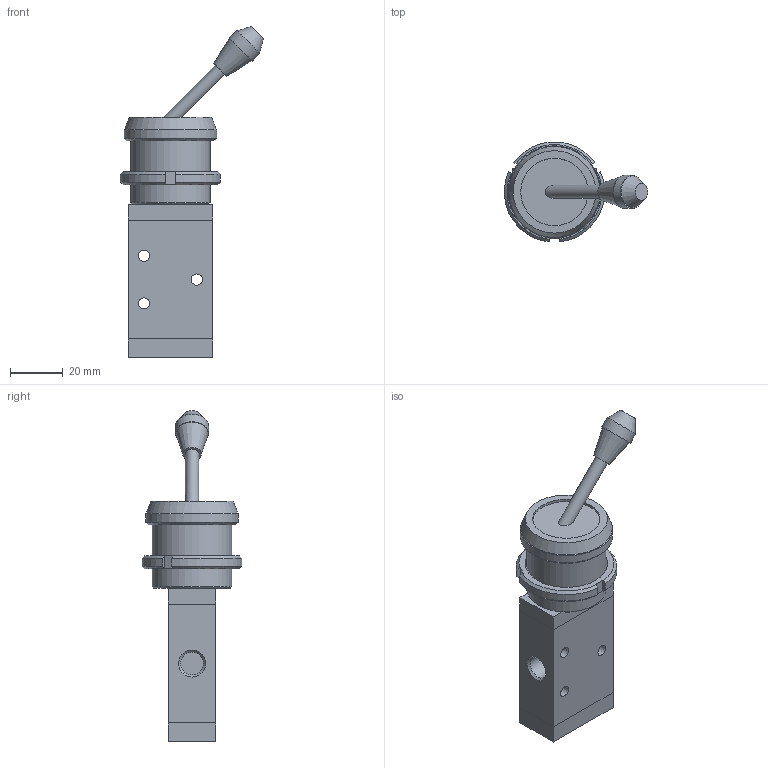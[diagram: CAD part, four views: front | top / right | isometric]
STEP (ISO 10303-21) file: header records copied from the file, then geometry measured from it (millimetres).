
FILE_DESCRIPTION((''),'2;1');
FILE_NAME('228_32_5-#.stp','2006-12-19T11:38:25',('rivolro1'),(''),'Autodesk Inventor 11','Autodesk Inventor 11','');
FILE_SCHEMA(('AUTOMOTIVE_DESIGN { 1 0 10303 214 1 1 1 1 }'));
Length unit declared in the file: millimetre
Products named in the file (3): 228_32_5-#; RS-105-28
Assembly tree (2 placements, depth 2):
  228_32_5-#
    228_32_5-#
    RS-105-28
Bounding box: 54.24 x 37.82 x 125.3 mm (x, y, z)
Volume: 59931.1 mm3; surface area: 15102.6 mm2
Topology: 2 solids, 2 shells, 72 faces, 160 edges, 103 vertices
Faces by surface type: plane 37, cone 13, cylinder 11, bspline 11
Full cylindrical faces by diameter (mm): 4.25 x3, 5 x1, 12.5 x1, 25.5 x1, 30 x1, 35 x1
Entity records: 2037 total; most frequent: CARTESIAN_POINT 480, DIRECTION 306, ORIENTED_EDGE 268, EDGE_CURVE 134, AXIS2_PLACEMENT_3D 118, EDGE_LOOP 114, VERTEX_POINT 100, FACE_OUTER_BOUND 72
